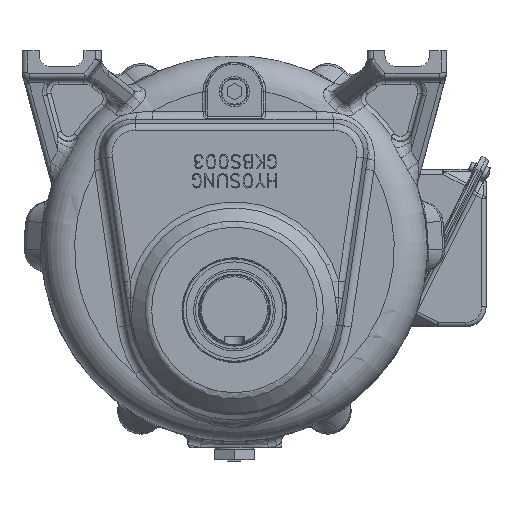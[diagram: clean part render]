
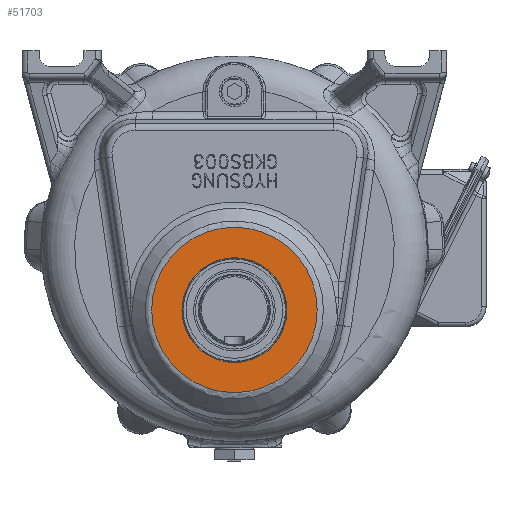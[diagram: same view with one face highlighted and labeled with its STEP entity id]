
A CAD part, top view. The second image highlights one B-rep face of the part: STEP entity #51703.
In plain terms, the highlighted planar face has unit normal (0, 0, 1).
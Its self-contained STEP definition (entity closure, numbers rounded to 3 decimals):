
#1536=PLANE('',#55459);
#12910=ORIENTED_EDGE('',*,*,#28883,.T.);
#12911=ORIENTED_EDGE('',*,*,#28884,.T.);
#28883=EDGE_CURVE('',#36842,#36842,#41629,.F.);
#28884=EDGE_CURVE('',#36843,#36843,#41630,.T.);
#36842=VERTEX_POINT('',#78242);
#36843=VERTEX_POINT('',#78244);
#41629=CIRCLE('',#55460,36.402);
#41630=CIRCLE('',#55461,57.446);
#44160=EDGE_LOOP('',(#12910));
#44161=EDGE_LOOP('',(#12911));
#47897=FACE_BOUND('',#44160,.T.);
#47898=FACE_BOUND('',#44161,.T.);
#51703=ADVANCED_FACE('',(#47897,#47898),#1536,.T.);
#55459=AXIS2_PLACEMENT_3D('',#78240,#61371,#61372);
#55460=AXIS2_PLACEMENT_3D('',#78241,#61373,#61374);
#55461=AXIS2_PLACEMENT_3D('',#78243,#61375,#61376);
#61371=DIRECTION('',(0.,0.,1.));
#61372=DIRECTION('',(1.,0.,0.));
#61373=DIRECTION('',(0.,0.,1.));
#61374=DIRECTION('',(1.,0.,0.));
#61375=DIRECTION('',(0.,0.,1.));
#61376=DIRECTION('',(1.,0.,0.));
#78240=CARTESIAN_POINT('',(0.,-102.68,167.));
#78241=CARTESIAN_POINT('',(0.,-42.78,167.));
#78242=CARTESIAN_POINT('',(36.402,-42.78,167.));
#78243=CARTESIAN_POINT('',(0.,-42.68,167.));
#78244=CARTESIAN_POINT('',(57.446,-42.68,167.));
